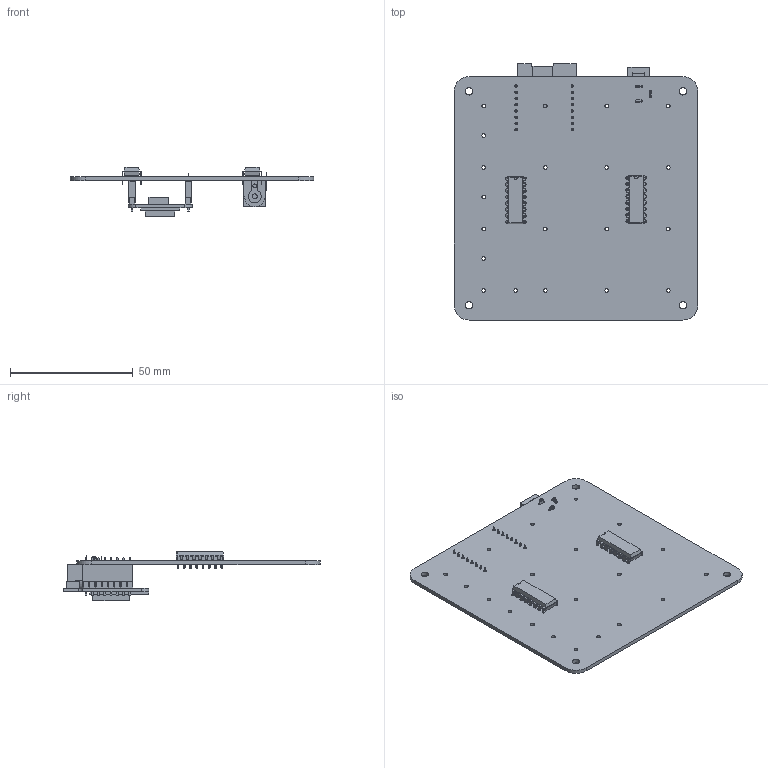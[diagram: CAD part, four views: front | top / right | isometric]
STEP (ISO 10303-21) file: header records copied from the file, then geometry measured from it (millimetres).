
FILE_DESCRIPTION(('KiCad electronic assembly'),'2;1');
FILE_NAME('444_led_cube_pcb.step','2024-10-14T07:20:34',('Pcbnew'),( 'Kicad'),'Open CASCADE STEP processor 7.7','KiCad to STEP converter' ,'Unknown');
FILE_SCHEMA(('AUTOMOTIVE_DESIGN { 1 0 10303 214 1 1 1 1 }'));
Length unit declared in the file: millimetre
Products named in the file (12): 444_led_cube_pcb 1; DIP-16_W7.62mm; BarrelJack_Horizontal; WEMOS_D1_mini_light; wemos_d1_mini_light; PinHeader_1x08_P2.54mm_Vertical; PinHeader_1x08_P254mm_Vertical; PinSocket_1x08_P2.54mm_Vertical; PinSocket_1x08_P254mm_Vertical; 444_led_cube_pcb_PCB
Assembly tree (14 placements, depth 3):
  444_led_cube_pcb 1
    DIP-16_W7.62mm  x2
      DIP-16_W7.62mm
    BarrelJack_Horizontal
      BarrelJack_Horizontal
    WEMOS_D1_mini_light
      wemos_d1_mini_light
    PinHeader_1x08_P2.54mm_Vertical  x2
      PinHeader_1x08_P254mm_Vertical
    PinSocket_1x08_P2.54mm_Vertical  x2
      PinSocket_1x08_P254mm_Vertical
    444_led_cube_pcb_PCB
Bounding box: 99 x 104.15 x 19.98 mm (x, y, z)
Volume: 20315.8 mm3; surface area: 27339.5 mm2
Topology: 13 solids, 13 shells, 1695 faces, 4393 edges, 2803 vertices
Faces by surface type: plane 1439, cylinder 193, bspline 56, sphere 5, extrusion 2
Full cylindrical faces by diameter (mm): 0.8 x32, 1 x34, 1.5 x22, 2 x2, 3 x4, 6.3 x1
Entity records: 35633 total; most frequent: CARTESIAN_POINT 5462, ORIENTED_EDGE 4964, DIRECTION 4669, EDGE_CURVE 2482, VECTOR 2135, LINE 2133, VERTEX_POINT 1589, AXIS2_PLACEMENT_3D 1267
